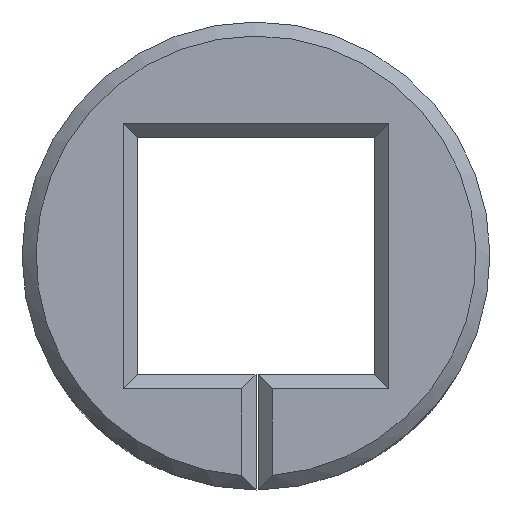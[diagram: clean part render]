
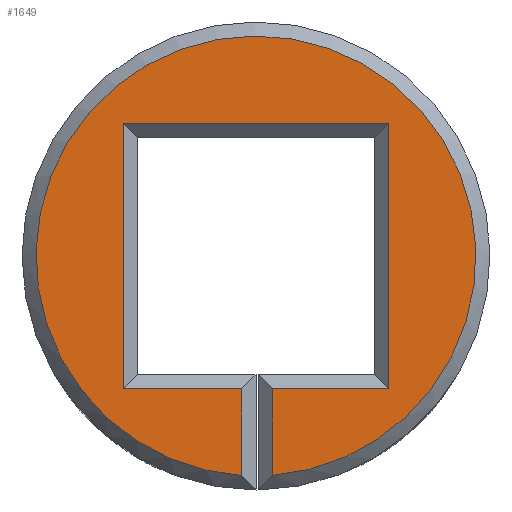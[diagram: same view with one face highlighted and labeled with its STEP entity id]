
A CAD part, front view. The second image highlights one B-rep face of the part: STEP entity #1649.
In plain terms, the highlighted planar face has unit normal (0, -1, 0).
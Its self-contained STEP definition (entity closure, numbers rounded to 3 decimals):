
#127=LINE('',#2468,#295);
#129=LINE('',#2485,#297);
#132=LINE('',#2491,#300);
#135=LINE('',#2496,#303);
#137=LINE('',#2500,#305);
#139=LINE('',#2504,#307);
#141=LINE('',#2507,#309);
#295=VECTOR('',#1974,10.);
#297=VECTOR('',#1984,10.);
#300=VECTOR('',#1989,10.);
#303=VECTOR('',#1994,10.);
#305=VECTOR('',#1998,10.);
#307=VECTOR('',#2002,10.);
#309=VECTOR('',#2006,10.);
#442=PLANE('',#1768);
#517=FACE_OUTER_BOUND('',#618,.T.);
#618=EDGE_LOOP('',(#1260,#1261,#1262,#1263,#1264,#1265,#1266,#1267));
#738=CIRCLE('',#1760,18.8);
#802=VERTEX_POINT('',#2466);
#803=VERTEX_POINT('',#2467);
#804=VERTEX_POINT('',#2475);
#806=VERTEX_POINT('',#2484);
#808=VERTEX_POINT('',#2490);
#809=VERTEX_POINT('',#2495);
#810=VERTEX_POINT('',#2499);
#811=VERTEX_POINT('',#2503);
#967=EDGE_CURVE('',#802,#803,#127,.T.);
#970=EDGE_CURVE('',#803,#804,#738,.T.);
#973=EDGE_CURVE('',#804,#806,#129,.T.);
#976=EDGE_CURVE('',#806,#808,#132,.T.);
#979=EDGE_CURVE('',#808,#809,#135,.T.);
#981=EDGE_CURVE('',#809,#810,#137,.T.);
#983=EDGE_CURVE('',#810,#811,#139,.T.);
#985=EDGE_CURVE('',#811,#802,#141,.T.);
#1260=ORIENTED_EDGE('',*,*,#970,.F.);
#1261=ORIENTED_EDGE('',*,*,#967,.F.);
#1262=ORIENTED_EDGE('',*,*,#985,.F.);
#1263=ORIENTED_EDGE('',*,*,#983,.F.);
#1264=ORIENTED_EDGE('',*,*,#981,.F.);
#1265=ORIENTED_EDGE('',*,*,#979,.F.);
#1266=ORIENTED_EDGE('',*,*,#976,.F.);
#1267=ORIENTED_EDGE('',*,*,#973,.F.);
#1649=ADVANCED_FACE('',(#517),#442,.F.);
#1760=AXIS2_PLACEMENT_3D('',#2476,#1978,#1979);
#1768=AXIS2_PLACEMENT_3D('',#2508,#2007,#2008);
#1974=DIRECTION('',(0.,0.,-1.));
#1978=DIRECTION('center_axis',(0.,1.,0.));
#1979=DIRECTION('ref_axis',(-1.,0.,0.));
#1984=DIRECTION('',(0.,0.,1.));
#1989=DIRECTION('',(1.,0.,0.));
#1994=DIRECTION('',(0.,0.,1.));
#1998=DIRECTION('',(-1.,0.,0.));
#2002=DIRECTION('',(0.,0.,-1.));
#2006=DIRECTION('',(1.,0.,0.));
#2007=DIRECTION('center_axis',(0.,1.,0.));
#2008=DIRECTION('ref_axis',(1.,0.,0.));
#2466=CARTESIAN_POINT('',(-1.2,-249.,-11.35));
#2467=CARTESIAN_POINT('',(-1.2,-249.,-18.762));
#2468=CARTESIAN_POINT('',(-1.2,-249.,-10.));
#2475=CARTESIAN_POINT('',(1.4,-249.,-18.748));
#2476=CARTESIAN_POINT('Origin',(0.,-249.,0.));
#2484=CARTESIAN_POINT('',(1.4,-249.,-11.35));
#2485=CARTESIAN_POINT('',(1.4,-249.,-5.075));
#2490=CARTESIAN_POINT('',(11.35,-249.,-11.35));
#2491=CARTESIAN_POINT('',(5.075,-249.,-11.35));
#2495=CARTESIAN_POINT('',(11.35,-249.,11.35));
#2496=CARTESIAN_POINT('',(11.35,-249.,5.075));
#2499=CARTESIAN_POINT('',(-11.35,-249.,11.35));
#2500=CARTESIAN_POINT('',(-5.075,-249.,11.35));
#2503=CARTESIAN_POINT('',(-11.35,-249.,-11.35));
#2504=CARTESIAN_POINT('',(-11.35,-249.,-5.075));
#2507=CARTESIAN_POINT('',(0.,-249.,-11.35));
#2508=CARTESIAN_POINT('Origin',(0.,-249.,0.));
